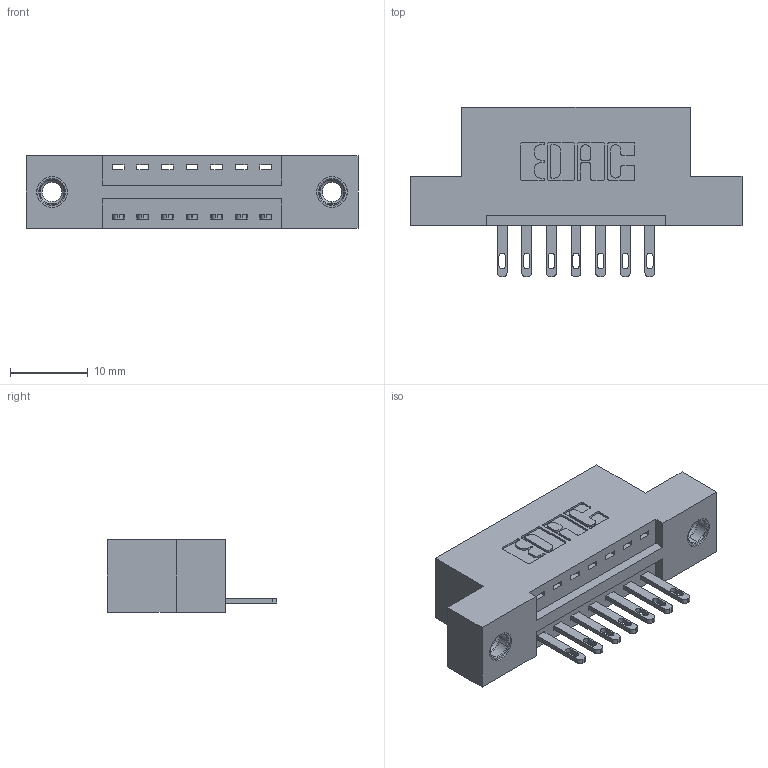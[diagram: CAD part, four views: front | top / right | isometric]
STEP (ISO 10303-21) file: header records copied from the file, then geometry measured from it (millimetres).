
FILE_DESCRIPTION (( 'STEP AP203' ), '1' );
FILE_NAME ('896-007-500-107.STEP', '2021-07-27T13:50:56', ( '' ), ( '' ), 'SwSTEP 2.0', 'SolidWorks 2020', '' );
FILE_SCHEMA (( 'CONFIG_CONTROL_DESIGN' ));
Length unit declared in the file: inch
Products named in the file (4): 896-007-500-107; 846 Part_Flush Mounting Lugs - 0.156 Dia-TI; 345-292-001_345-293-100; 345-250-001_345-250-005-103
Assembly tree (10 placements, depth 2):
  896-007-500-107
    846 Part_Flush Mounting Lugs - 0.156 Dia-TI
    345-292-001_345-293-100  x7
    345-250-001_345-250-005-103  x2
Bounding box: 42.8 x 21.84 x 9.4 mm (x, y, z)
Volume: 3846.5 mm3; surface area: 4480.9 mm2
Topology: 10 solids, 10 shells, 560 faces, 1641 edges, 1086 vertices
Faces by surface type: plane 346, cylinder 198, cone 12, torus 4
Entity records: 10172 total; most frequent: CARTESIAN_POINT 1736, ORIENTED_EDGE 1670, DIRECTION 1603, EDGE_CURVE 835, VECTOR 651, LINE 651, VERTEX_POINT 552, AXIS2_PLACEMENT_3D 476
